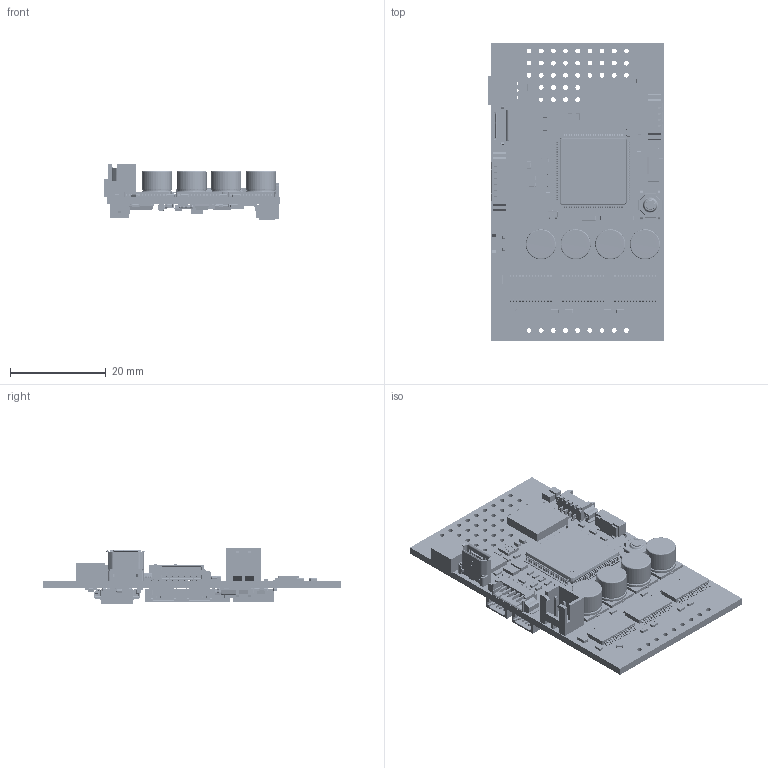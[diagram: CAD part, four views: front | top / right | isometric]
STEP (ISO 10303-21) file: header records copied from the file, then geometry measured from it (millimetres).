
FILE_DESCRIPTION(('Open CASCADE Model'),'2;1');
FILE_NAME('Open CASCADE Shape Model','2020-08-03T19:31:03',('Author'),( 'Open CASCADE'),'Open CASCADE STEP processor 6.8','Open CASCADE 6.8' ,'Unknown');
FILE_SCHEMA(('AUTOMOTIVE_DESIGN { 1 0 10303 214 1 1 1 1 }'));
Length unit declared in the file: millimetre
Products named in the file (212): PCB; Board; R33; Resistors_0603; R32; C46; CAPC1608X___; HA1; 6813888960; Extruded; Q2; sc70-3; Q1; C45; CAPC2012X70N_EIA_0805; C44; C38; C37; C43; U11; SOT23-5-2; C41; User_Library-capacitor_size_D; P26; 532610671; C42; D5; SOD128; L4; User_Library-Chip_Inductor; P1; 6813888768; D2; User_Library-SOD-523_SCD80_SC-79; D6; Diode_MELF; P16; Micro_USB_B_Molex_1051330011; R14; R11 ...
Assembly tree (333 placements, depth 8):
  PCB
    Board
    R33
      Resistors_0603
    R32
      Resistors_0603
    C46
      CAPC1608X___
    HA1
      6813888960
        Extruded
    Q2
      sc70-3
    Q1
      sc70-3
    C45
      CAPC2012X70N_EIA_0805
    C44
      CAPC1608X___
    C38
      CAPC2012X70N_EIA_0805
    C37
      CAPC2012X70N_EIA_0805
    C43
      CAPC1608X___
    U11
      SOT23-5-2
    C41
      User_Library-capacitor_size_D
    P26
      532610671
    C42
      CAPC1608X___
    D5
      SOD128
    L4
      User_Library-Chip_Inductor
    P1
      6813888768
        Extruded
    D2
      User_Library-SOD-523_SCD80_SC-79
    D6
      Diode_MELF
    P16
      Micro_USB_B_Molex_1051330011
    R14
      Resistors_0603
    R11
      Resistors_0603
    SW1
      E-Switch_-_TL3330AF130QG_(Tact_Switch__SMD)
    SB1
      IT-1187
    R29
      Resistors_0603
    R22
      Resistors_0603
    R1
      Resistors_0603
Bounding box: 36.7 x 62 x 11.89 mm (x, y, z)
Volume: 5845.9 mm3; surface area: 10860.2 mm2
Topology: 429 solids, 430 shells, 13937 faces, 35384 edges, 22018 vertices
Faces by surface type: plane 9567, cylinder 3317, bspline 577, torus 326, sphere 144, cone 6
Full cylindrical faces by diameter (mm): 0.5 x1, 0.7 x3, 0.9 x3, 1 x43
Entity records: 180896 total; most frequent: CARTESIAN_POINT 41904, ORIENTED_EDGE 25430, DIRECTION 23847, EDGE_CURVE 12717, LINE 10013, VECTOR 10013, VERTEX_POINT 8088, AXIS2_PLACEMENT_3D 6917
